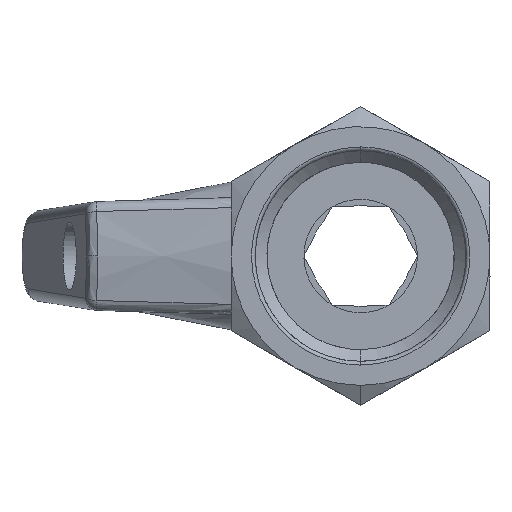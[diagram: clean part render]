
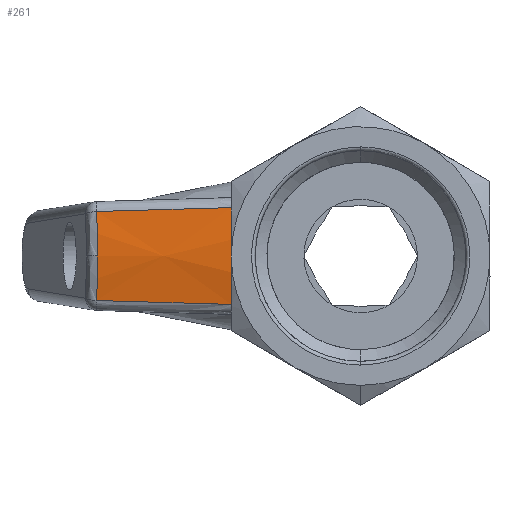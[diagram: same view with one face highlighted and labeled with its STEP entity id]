
A CAD part, left-side view. The second image highlights one B-rep face of the part: STEP entity #261.
In plain terms, the highlighted conical face has half-angle 4 degrees and reference radius 20 mm.
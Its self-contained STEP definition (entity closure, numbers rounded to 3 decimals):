
#101 = CARTESIAN_POINT ( 'NONE',  ( -8.369, 10.5, 2.635 ) ) ;
#121 = CARTESIAN_POINT ( 'NONE',  ( -8.369, 10.5, -2.635 ) ) ;
#142 = CARTESIAN_POINT ( 'NONE',  ( -8.111, 10.5, -3.926 ) ) ;
#261 = ADVANCED_FACE ( 'NONE', ( #5335 ), #3770, .T. ) ;
#272 = AXIS2_PLACEMENT_3D ( 'NONE', #3384, #5725, #2870 ) ;
#410 = CARTESIAN_POINT ( 'NONE',  ( -8.111, 10.5, -3.926 ) ) ;
#593 = CARTESIAN_POINT ( 'NONE',  ( -7.867, 14.214, 3.82 ) ) ;
#617 = CARTESIAN_POINT ( 'NONE',  ( -8.5, 10.5, 1.317 ) ) ;
#719 = CARTESIAN_POINT ( 'NONE',  ( -7.394, 21.42, 3.613 ) ) ;
#744 = CARTESIAN_POINT ( 'NONE',  ( -7.394, 21.42, 3.613 ) ) ;
#928 = VERTEX_POINT ( 'NONE', #3099 ) ;
#1013 = CARTESIAN_POINT ( 'NONE',  ( -8.5, 10.5, -1.317 ) ) ;
#1224 = VERTEX_POINT ( 'NONE', #3919 ) ;
#1254 = EDGE_LOOP ( 'NONE', ( #2470, #4785, #5911, #1326, #6054 ) ) ;
#1326 = ORIENTED_EDGE ( 'NONE', *, *, #2047, .T. ) ;
#1797 = EDGE_CURVE ( 'NONE', #4171, #1799, #5935, .T. ) ;
#1799 = VERTEX_POINT ( 'NONE', #2327 ) ;
#1920 = CARTESIAN_POINT ( 'NONE',  ( -7.394, 21.42, -3.613 ) ) ;
#1962 = CARTESIAN_POINT ( 'NONE',  ( -7.625, 21.377, -2.42 ) ) ;
#2047 = EDGE_CURVE ( 'NONE', #2052, #928, #4972, .T. ) ;
#2052 = VERTEX_POINT ( 'NONE', #719 ) ;
#2327 = CARTESIAN_POINT ( 'NONE',  ( -7.394, 21.42, -3.613 ) ) ;
#2470 = ORIENTED_EDGE ( 'NONE', *, *, #1797, .F. ) ;
#2870 = DIRECTION ( 'NONE',  ( 0., 0., 1. ) ) ;
#3075 = EDGE_CURVE ( 'NONE', #928, #1799, #6189, .T. ) ;
#3099 = CARTESIAN_POINT ( 'NONE',  ( -7.741, 21.356, 0. ) ) ;
#3145 = CARTESIAN_POINT ( 'NONE',  ( -7.625, 21.377, 2.42 ) ) ;
#3384 = CARTESIAN_POINT ( 'NONE',  ( 11.5, 10.5, 0. ) ) ;
#3496 = B_SPLINE_CURVE_WITH_KNOTS ( 'NONE', 3,
 ( #142, #121, #1013, #617, #101, #3933 ),
 .UNSPECIFIED., .F., .F.,
 ( 4, 2, 4 ),
 ( 0., 0.5, 1. ),
 .UNSPECIFIED. ) ;
#3516 = CARTESIAN_POINT ( 'NONE',  ( -8.111, 10.5, 3.926 ) ) ;
#3770 = CONICAL_SURFACE ( 'NONE', #272, 20., 0.07 ) ;
#3792 = EDGE_CURVE ( 'NONE', #4171, #1224, #3496, .T. ) ;
#3843 = CARTESIAN_POINT ( 'NONE',  ( -7.741, 21.356, 0. ) ) ;
#3919 = CARTESIAN_POINT ( 'NONE',  ( -8.111, 10.5, 3.926 ) ) ;
#3933 = CARTESIAN_POINT ( 'NONE',  ( -8.111, 10.5, 3.926 ) ) ;
#4117 = B_SPLINE_CURVE_WITH_KNOTS ( 'NONE', 3,
 ( #3516, #593, #4860, #5838 ),
 .UNSPECIFIED., .F., .F.,
 ( 4, 4 ),
 ( 0., 1. ),
 .UNSPECIFIED. ) ;
#4171 = VERTEX_POINT ( 'NONE', #4550 ) ;
#4271 = CARTESIAN_POINT ( 'NONE',  ( -7.633, 17.78, -3.717 ) ) ;
#4550 = CARTESIAN_POINT ( 'NONE',  ( -8.111, 10.5, -3.926 ) ) ;
#4785 = ORIENTED_EDGE ( 'NONE', *, *, #3792, .T. ) ;
#4800 = CARTESIAN_POINT ( 'NONE',  ( -7.872, 14.14, -3.822 ) ) ;
#4860 = CARTESIAN_POINT ( 'NONE',  ( -7.628, 17.854, 3.715 ) ) ;
#4972 = B_SPLINE_CURVE_WITH_KNOTS ( 'NONE', 3,
 ( #744, #3145, #6050, #5060 ),
 .UNSPECIFIED., .F., .F.,
 ( 4, 4 ),
 ( 0., 1. ),
 .UNSPECIFIED. ) ;
#5060 = CARTESIAN_POINT ( 'NONE',  ( -7.741, 21.356, 0. ) ) ;
#5293 = CARTESIAN_POINT ( 'NONE',  ( -7.741, 21.356, -1.208 ) ) ;
#5315 = CARTESIAN_POINT ( 'NONE',  ( -7.394, 21.42, -3.613 ) ) ;
#5335 = FACE_OUTER_BOUND ( 'NONE', #1254, .T. ) ;
#5725 = DIRECTION ( 'NONE',  ( 0., -1., 0. ) ) ;
#5838 = CARTESIAN_POINT ( 'NONE',  ( -7.394, 21.42, 3.613 ) ) ;
#5911 = ORIENTED_EDGE ( 'NONE', *, *, #6206, .T. ) ;
#5935 = B_SPLINE_CURVE_WITH_KNOTS ( 'NONE', 3,
 ( #410, #4800, #4271, #1920 ),
 .UNSPECIFIED., .F., .F.,
 ( 4, 4 ),
 ( 0., 1. ),
 .UNSPECIFIED. ) ;
#6050 = CARTESIAN_POINT ( 'NONE',  ( -7.741, 21.356, 1.208 ) ) ;
#6054 = ORIENTED_EDGE ( 'NONE', *, *, #3075, .T. ) ;
#6189 = B_SPLINE_CURVE_WITH_KNOTS ( 'NONE', 3,
 ( #3843, #5293, #1962, #5315 ),
 .UNSPECIFIED., .F., .F.,
 ( 4, 4 ),
 ( 0., 1. ),
 .UNSPECIFIED. ) ;
#6206 = EDGE_CURVE ( 'NONE', #1224, #2052, #4117, .T. ) ;
